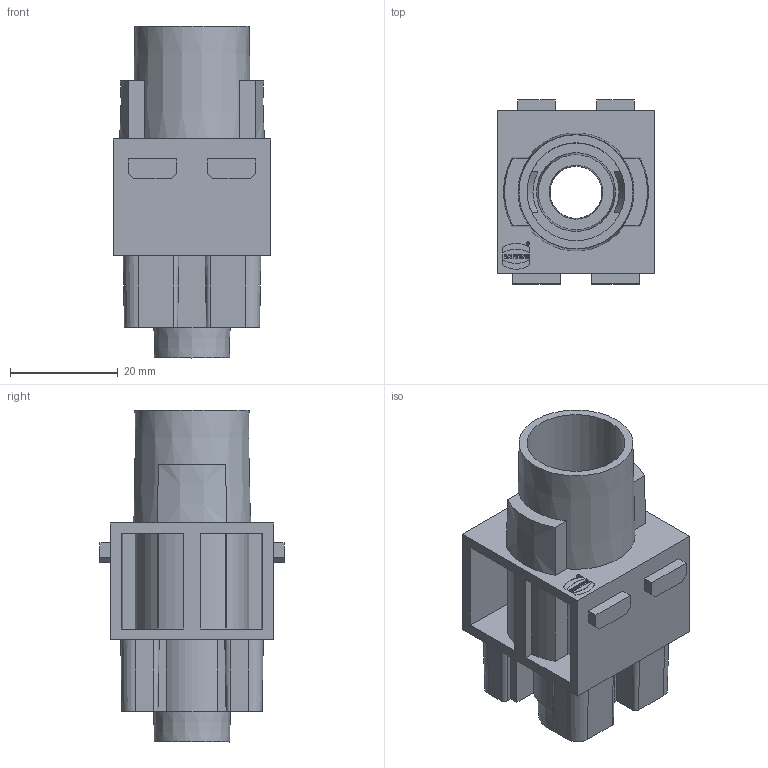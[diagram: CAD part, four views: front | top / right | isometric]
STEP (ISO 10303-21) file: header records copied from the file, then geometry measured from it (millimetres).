
FILE_DESCRIPTION(/* description */ (''),/* implementation_level */ '2;1');
FILE_NAME(/* name */ '100578359ugm000_b.stp',/* time_stamp */ '2019-07-23T08:13:24+02:00',/* author */ (''),/* organization */ (''),/* preprocessor_version */ 'ST-DEVELOPER v16.7',/* originating_system */ 'SIEMENS PLM Software NX 12.0',/* authorisation */ '');
FILE_SCHEMA (('AUTOMOTIVE_DESIGN { 1 0 10303 214 3 1 1 1 }'));
Length unit declared in the file: millimetre
Products named in the file (1): 100578359ugm000_b
Bounding box: 29.35 x 34.2 x 61.7 mm (x, y, z)
Volume: 15688.2 mm3; surface area: 14521.9 mm2
Topology: 1 solids, 1 shells, 280 faces, 823 edges, 665 vertices
Faces by surface type: plane 225, cone 30, cylinder 23, extrusion 2
Full cylindrical faces by diameter (mm): 0.55 x1, 0.65 x1, 18.2 x1
Entity records: 11463 total; most frequent: CARTESIAN_POINT 1802, DIRECTION 1464, ORIENTED_EDGE 1456, EDGE_CURVE 728, VECTOR 668, LINE 666, VERTEX_POINT 491, AXIS2_PLACEMENT_3D 398
